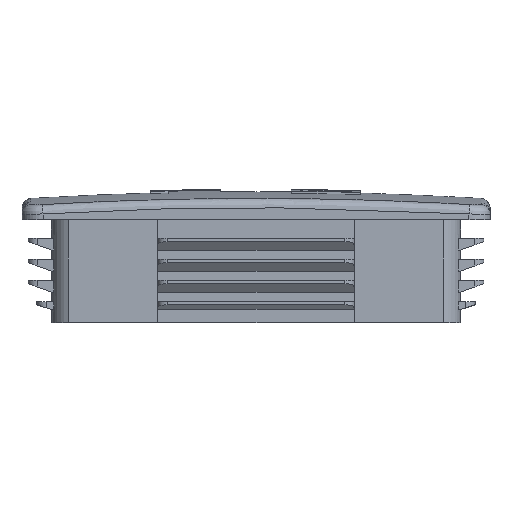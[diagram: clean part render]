
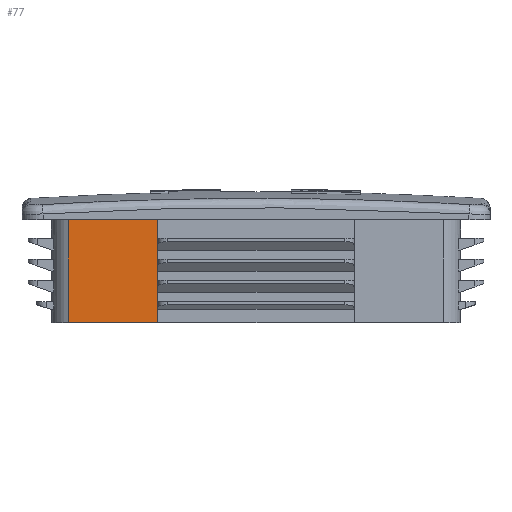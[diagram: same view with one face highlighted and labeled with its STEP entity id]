
A CAD part, left-side view. The second image highlights one B-rep face of the part: STEP entity #77.
In plain terms, the highlighted planar face has unit normal (-1, 0, 0).
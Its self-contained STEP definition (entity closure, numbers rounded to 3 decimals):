
#77 = ADVANCED_FACE( '', ( #328 ), #329, .F. );
#328 = FACE_OUTER_BOUND( '', #842, .T. );
#329 = PLANE( '', #843 );
#842 = EDGE_LOOP( '', ( #3442, #3443, #3444, #3445 ) );
#843 = AXIS2_PLACEMENT_3D( '', #3446, #3447, #3448 );
#3442 = ORIENTED_EDGE( '', *, *, #5414, .T. );
#3443 = ORIENTED_EDGE( '', *, *, #5433, .F. );
#3444 = ORIENTED_EDGE( '', *, *, #5449, .F. );
#3445 = ORIENTED_EDGE( '', *, *, #5450, .T. );
#3446 = CARTESIAN_POINT( '', ( -43.2, 40.098, 0. ) );
#3447 = DIRECTION( '', ( 1., 0., 0. ) );
#3448 = DIRECTION( '', ( 0., 1., 0. ) );
#5414 = EDGE_CURVE( '', #6073, #6074, #6075, .T. );
#5433 = EDGE_CURVE( '', #6110, #6074, #6112, .T. );
#5449 = EDGE_CURVE( '', #6142, #6110, #6143, .T. );
#5450 = EDGE_CURVE( '', #6142, #6073, #6144, .T. );
#6073 = VERTEX_POINT( '', #7148 );
#6074 = VERTEX_POINT( '', #7149 );
#6075 = LINE( '', #7150, #7151 );
#6110 = VERTEX_POINT( '', #7199 );
#6112 = LINE( '', #7202, #7203 );
#6142 = VERTEX_POINT( '', #7248 );
#6143 = LINE( '', #7249, #7250 );
#6144 = LINE( '', #7251, #7252 );
#7148 = CARTESIAN_POINT( '', ( -43.2, 40.098, -22. ) );
#7149 = CARTESIAN_POINT( '', ( -43.2, 21., -22. ) );
#7150 = CARTESIAN_POINT( '', ( -43.2, 40.098, -22. ) );
#7151 = VECTOR( '', #10586, 1000. );
#7199 = CARTESIAN_POINT( '', ( -43.2, 21., 0. ) );
#7202 = CARTESIAN_POINT( '', ( -43.2, 21., 0. ) );
#7203 = VECTOR( '', #10613, 1000. );
#7248 = CARTESIAN_POINT( '', ( -43.2, 40.098, 0. ) );
#7249 = CARTESIAN_POINT( '', ( -43.2, 40.098, 0. ) );
#7250 = VECTOR( '', #10629, 1000. );
#7251 = CARTESIAN_POINT( '', ( -43.2, 40.098, 0. ) );
#7252 = VECTOR( '', #10630, 1000. );
#10586 = DIRECTION( '', ( 0., -1., 0. ) );
#10613 = DIRECTION( '', ( 0., 0., -1. ) );
#10629 = DIRECTION( '', ( 0., -1., 0. ) );
#10630 = DIRECTION( '', ( 0., 0., -1. ) );
